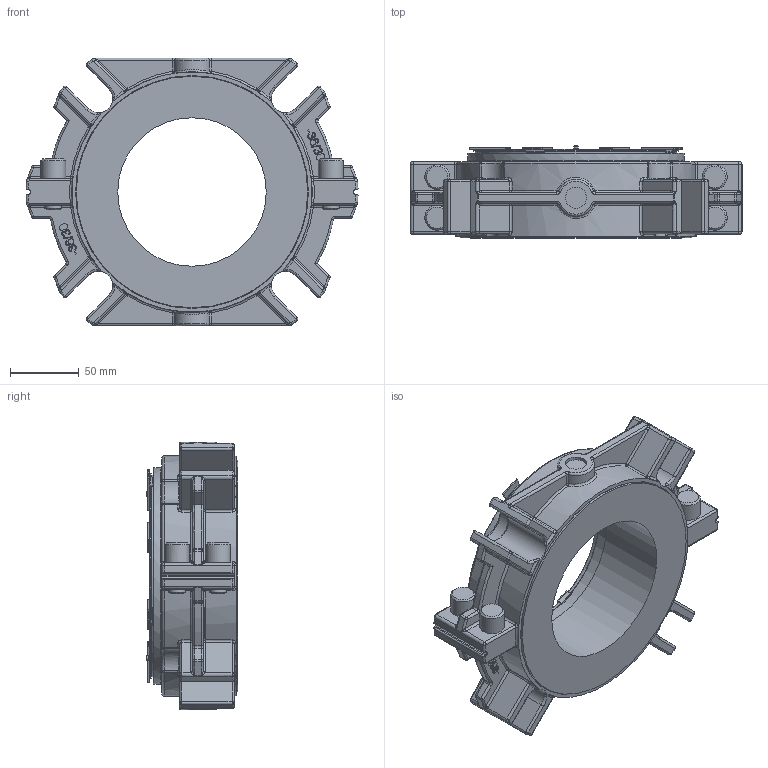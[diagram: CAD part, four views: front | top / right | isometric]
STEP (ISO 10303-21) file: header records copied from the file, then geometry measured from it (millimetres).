
FILE_DESCRIPTION(/* description */ ('Unknown'),/* implementation_level */ '2;1');
FILE_NAME(/* name */ '4.250 RDSX -36_30 SEAL ARRANGEMENT',/* time_stamp */ '2023-02-14T16:37:25-05:00',/* author */ ('Unknown'),/* organization */ ('Unknown'),/* preprocessor_version */ 'ST-DEVELOPER v16.7',/* originating_system */ 'Solid Edge',/* authorisation */ 'Unknown');
FILE_SCHEMA (('AUTOMOTIVE_DESIGN {1 0 10303 214 3 1 1}'));
Length unit declared in the file: millimetre
Products named in the file (1): 3123470
Bounding box: 241.25 x 66.78 x 194.46 mm (x, y, z)
Volume: 1129994.8 mm3; surface area: 142089.5 mm2
Topology: 1 solids, 3 shells, 1049 faces, 2624 edges, 1535 vertices
Faces by surface type: cylinder 316, plane 234, bspline 202, torus 196, sphere 80, cone 21
Full cylindrical faces by diameter (mm): 2.667 x2, 3.175 x4, 12 x8, 15.342 x2, 18 x4, 107.95 x1, 111.125 x1, 146.685 x1, 157.48 x1, 168.275 x1, 168.783 x1
Entity records: 33376 total; most frequent: CARTESIAN_POINT 9988, ORIENTED_EDGE 4934, DIRECTION 4858, EDGE_CURVE 2467, AXIS2_PLACEMENT_3D 1995, VERTEX_POINT 1487, EDGE_LOOP 1138, FACE_BOUND 1138
